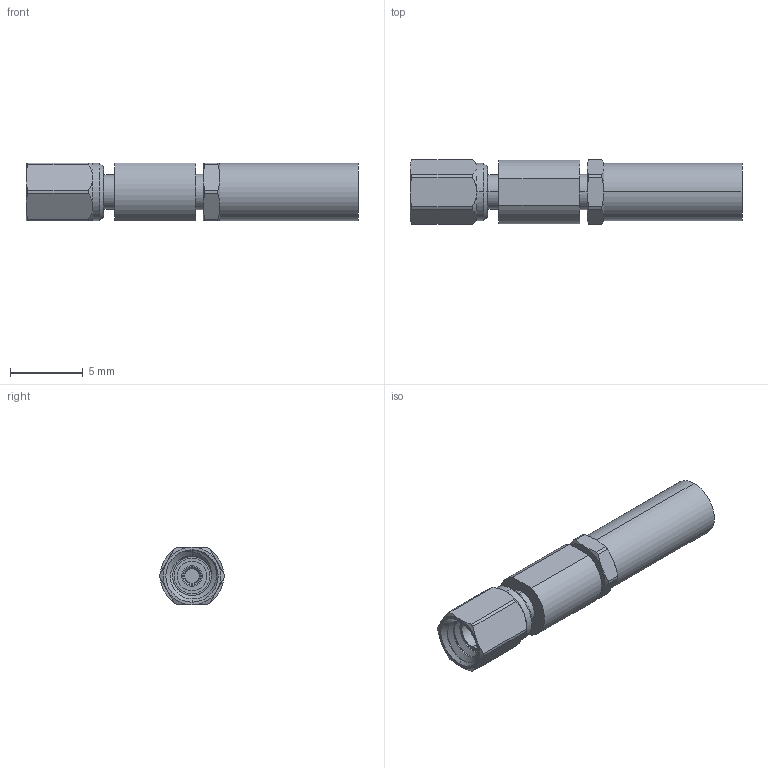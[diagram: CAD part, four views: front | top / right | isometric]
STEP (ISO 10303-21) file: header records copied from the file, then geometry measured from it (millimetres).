
FILE_DESCRIPTION (( 'STEP AP214' ), '1' );
FILE_NAME ('FMCN1292_3D.step', '2023-03-15T23:16:17', ( '' ), ( '' ), 'SwSTEP 2.0', 'SolidWorks 2022', '' );
FILE_SCHEMA (( 'AUTOMOTIVE_DESIGN' ));
Length unit declared in the file: inch
Products named in the file (1): FMCN1292_3D
Bounding box: 22.86 x 4.46 x 3.96 mm (x, y, z)
Volume: 191.1 mm3; surface area: 627.9 mm2
Topology: 1 solids, 1 shells, 133 faces, 325 edges, 204 vertices
Faces by surface type: cylinder 50, plane 43, cone 37, bspline 3
Entity records: 4798 total; most frequent: CARTESIAN_POINT 1751, ORIENTED_EDGE 650, DIRECTION 615, EDGE_CURVE 325, AXIS2_PLACEMENT_3D 252, VERTEX_POINT 204, EDGE_LOOP 143, FACE_OUTER_BOUND 133
